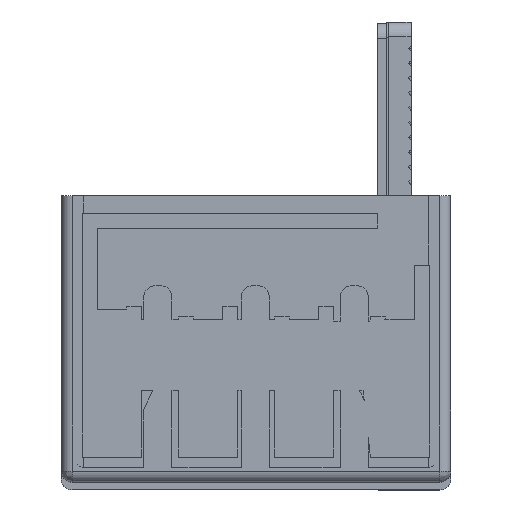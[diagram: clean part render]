
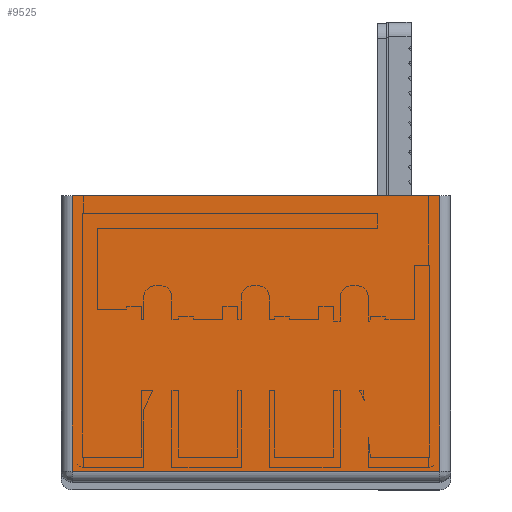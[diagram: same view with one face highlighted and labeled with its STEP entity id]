
A CAD part, top view. The second image highlights one B-rep face of the part: STEP entity #9525.
In plain terms, the highlighted planar face has unit normal (0, 0, 1).
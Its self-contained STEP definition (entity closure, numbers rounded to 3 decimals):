
#4617 = AXIS2_PLACEMENT_3D ( 'NONE', #27304, #27308, #27317 ) ;
#5970 = EDGE_CURVE ( 'NONE', #30610, #30477, #10446, .T. ) ;
#5989 = EDGE_CURVE ( 'NONE', #30477, #30520, #10482, .T. ) ;
#6004 = EDGE_CURVE ( 'NONE', #30520, #30642, #10547, .T. ) ;
#6052 = EDGE_CURVE ( 'NONE', #30642, #30610, #19209, .T. ) ;
#7181 = EDGE_LOOP ( 'NONE', ( #29990, #30070, #30059, #30056 ) ) ;
#9525 = ADVANCED_FACE ( 'NONE', ( #27309 ), #27256, .F. ) ;
#10408 = CARTESIAN_POINT ( 'NONE',  ( 24.2, -17.624, 305. ) ) ;
#10420 = DIRECTION ( 'NONE',  ( 0., -1., 0. ) ) ;
#10446 = LINE ( 'NONE', #10408, #33349 ) ;
#10458 = DIRECTION ( 'NONE',  ( -1., 0., 0. ) ) ;
#10476 = CARTESIAN_POINT ( 'NONE',  ( 11.75, -0.95, 305. ) ) ;
#10482 = LINE ( 'NONE', #10476, #33310 ) ;
#10547 = LINE ( 'NONE', #10552, #33402 ) ;
#10552 = CARTESIAN_POINT ( 'NONE',  ( -0.7, -17.624, 305. ) ) ;
#10563 = DIRECTION ( 'NONE',  ( 0., 1., 0. ) ) ;
#19167 = CARTESIAN_POINT ( 'NONE',  ( 11.75, 17.7, 305. ) ) ;
#19207 = DIRECTION ( 'NONE',  ( 1., 0., 0. ) ) ;
#19209 = LINE ( 'NONE', #19167, #33460 ) ;
#24719 = CARTESIAN_POINT ( 'NONE',  ( 24.2, -0.95, 305. ) ) ;
#24819 = CARTESIAN_POINT ( 'NONE',  ( -0.7, -0.95, 305. ) ) ;
#24833 = CARTESIAN_POINT ( 'NONE',  ( 24.2, 17.7, 305. ) ) ;
#24894 = CARTESIAN_POINT ( 'NONE',  ( -0.7, 17.7, 305. ) ) ;
#27256 = PLANE ( 'NONE',  #4617 ) ;
#27304 = CARTESIAN_POINT ( 'NONE',  ( 11.75, -17.624, 305. ) ) ;
#27308 = DIRECTION ( 'NONE',  ( 0., 0., -1. ) ) ;
#27309 = FACE_OUTER_BOUND ( 'NONE', #7181, .T. ) ;
#27317 = DIRECTION ( 'NONE',  ( -1., 0., 0. ) ) ;
#29990 = ORIENTED_EDGE ( 'NONE', *, *, #6004, .F. ) ;
#30056 = ORIENTED_EDGE ( 'NONE', *, *, #6052, .F. ) ;
#30059 = ORIENTED_EDGE ( 'NONE', *, *, #5970, .F. ) ;
#30070 = ORIENTED_EDGE ( 'NONE', *, *, #5989, .F. ) ;
#30477 = VERTEX_POINT ( 'NONE', #24719 ) ;
#30520 = VERTEX_POINT ( 'NONE', #24819 ) ;
#30610 = VERTEX_POINT ( 'NONE', #24833 ) ;
#30642 = VERTEX_POINT ( 'NONE', #24894 ) ;
#33310 = VECTOR ( 'NONE', #10458, 1000. ) ;
#33349 = VECTOR ( 'NONE', #10420, 1000. ) ;
#33402 = VECTOR ( 'NONE', #10563, 1000. ) ;
#33460 = VECTOR ( 'NONE', #19207, 1000. ) ;
